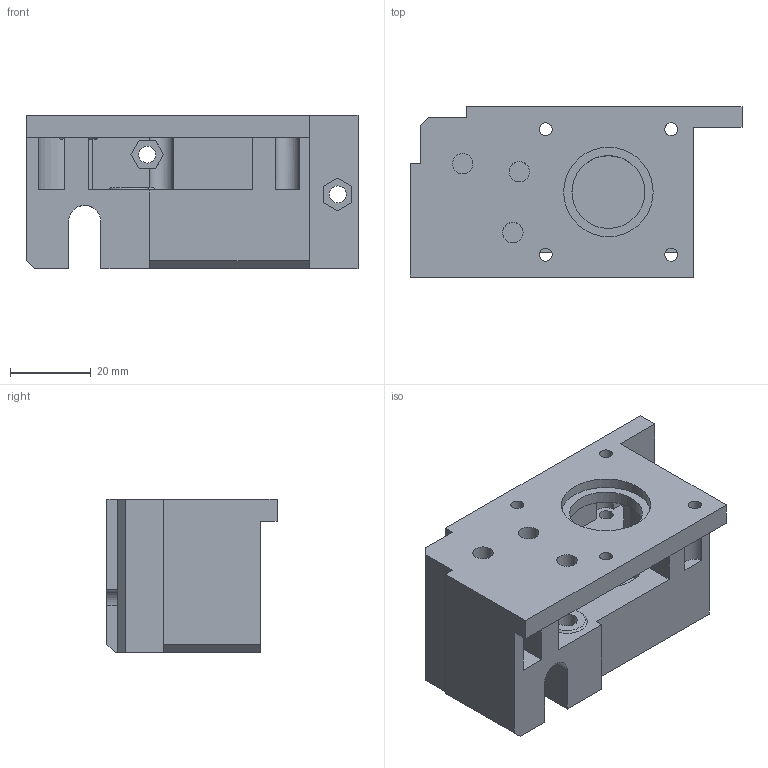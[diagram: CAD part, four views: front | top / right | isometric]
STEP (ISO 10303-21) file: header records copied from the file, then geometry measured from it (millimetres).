
FILE_DESCRIPTION(('FreeCAD Model'),'2;1');
FILE_NAME('Open CASCADE Shape Model','2025-03-04T21:10:02',(''),(''), 'Open CASCADE STEP processor 7.8','FreeCAD','Unknown');
FILE_SCHEMA(('AUTOMOTIVE_DESIGN { 1 0 10303 214 1 1 1 1 }'));
Length unit declared in the file: millimetre
Products named in the file (1): крдвиг (Mirror #1)
Bounding box: 82 x 42 x 38 mm (x, y, z)
Volume: 65814.4 mm3; surface area: 22445.8 mm2
Topology: 1 solids, 1 shells, 120 faces, 325 edges, 216 vertices
Faces by surface type: plane 87, cylinder 30, cone 3
Full cylindrical faces by diameter (mm): 2 x2, 3.2 x4, 3.5 x2, 4.2 x3, 6 x4, 9 x3, 18 x2, 22.1 x1
Entity records: 3852 total; most frequent: CARTESIAN_POINT 665, ORIENTED_EDGE 650, DIRECTION 640, EDGE_CURVE 325, LINE 246, VECTOR 246, VERTEX_POINT 216, AXIS2_PLACEMENT_3D 197
